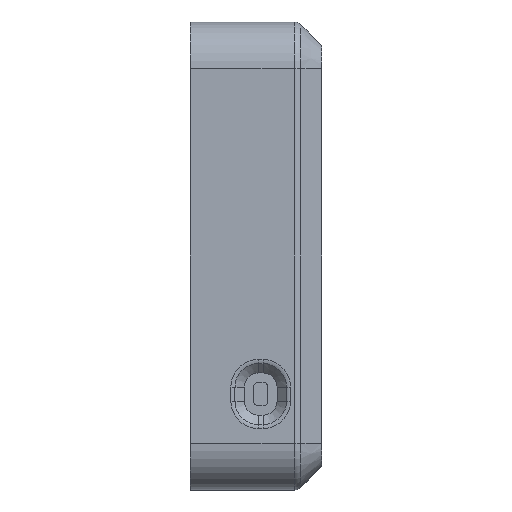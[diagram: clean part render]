
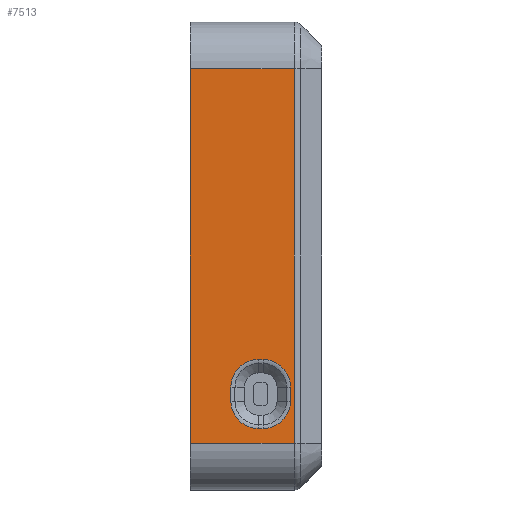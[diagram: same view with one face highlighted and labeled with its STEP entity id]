
A CAD part, left-side view. The second image highlights one B-rep face of the part: STEP entity #7513.
In plain terms, the highlighted planar face has unit normal (-1, 0, 0).
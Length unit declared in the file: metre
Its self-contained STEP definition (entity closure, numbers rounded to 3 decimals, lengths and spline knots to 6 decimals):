
#296=CIRCLE('',#7760,0.005872);
#298=CIRCLE('',#7763,0.005872);
#304=CIRCLE('',#7772,0.005872);
#306=CIRCLE('',#7775,0.005872);
#2208=ORIENTED_EDGE('',*,*,#3790,.F.);
#2209=ORIENTED_EDGE('',*,*,#3556,.T.);
#2210=ORIENTED_EDGE('',*,*,#3791,.T.);
#2211=ORIENTED_EDGE('',*,*,#3680,.F.);
#2212=ORIENTED_EDGE('',*,*,#3160,.T.);
#2213=ORIENTED_EDGE('',*,*,#3155,.T.);
#2214=ORIENTED_EDGE('',*,*,#3162,.T.);
#2215=ORIENTED_EDGE('',*,*,#3168,.T.);
#2216=ORIENTED_EDGE('',*,*,#3174,.T.);
#2217=ORIENTED_EDGE('',*,*,#3176,.T.);
#2218=ORIENTED_EDGE('',*,*,#3172,.T.);
#2219=ORIENTED_EDGE('',*,*,#3166,.T.);
#3155=EDGE_CURVE('',#4195,#4194,#4861,.T.);
#3160=EDGE_CURVE('',#4197,#4195,#296,.T.);
#3162=EDGE_CURVE('',#4194,#4200,#298,.T.);
#3166=EDGE_CURVE('',#4201,#4197,#4864,.T.);
#3168=EDGE_CURVE('',#4200,#4204,#4865,.T.);
#3172=EDGE_CURVE('',#4205,#4201,#304,.T.);
#3174=EDGE_CURVE('',#4204,#4208,#306,.T.);
#3176=EDGE_CURVE('',#4208,#4205,#4867,.T.);
#3556=EDGE_CURVE('',#4453,#4449,#5071,.T.);
#3680=EDGE_CURVE('',#4552,#4545,#5148,.T.);
#3790=EDGE_CURVE('',#4453,#4552,#5221,.T.);
#3791=EDGE_CURVE('',#4449,#4545,#5222,.T.);
#4194=VERTEX_POINT('',#12056);
#4195=VERTEX_POINT('',#12058);
#4197=VERTEX_POINT('',#12064);
#4200=VERTEX_POINT('',#12071);
#4201=VERTEX_POINT('',#12076);
#4204=VERTEX_POINT('',#12083);
#4205=VERTEX_POINT('',#12088);
#4208=VERTEX_POINT('',#12095);
#4449=VERTEX_POINT('',#13837);
#4453=VERTEX_POINT('',#13849);
#4545=VERTEX_POINT('',#14293);
#4552=VERTEX_POINT('',#14306);
#4861=LINE('',#12057,#5493);
#4864=LINE('',#12079,#5496);
#4865=LINE('',#12084,#5497);
#4867=LINE('',#12099,#5499);
#5071=LINE('',#13852,#5703);
#5148=LINE('',#14307,#5780);
#5221=LINE('',#14576,#5853);
#5222=LINE('',#14578,#5854);
#5493=VECTOR('',#8684,1.);
#5496=VECTOR('',#8709,1.);
#5497=VECTOR('',#8714,1.);
#5499=VECTOR('',#8734,1.);
#5703=VECTOR('',#9448,1.);
#5780=VECTOR('',#9661,1.);
#5853=VECTOR('',#9906,1.);
#5854=VECTOR('',#9909,1.);
#6304=EDGE_LOOP('',(#2208,#2209,#2210,#2211));
#6305=EDGE_LOOP('',(#2212,#2213,#2214,#2215,#2216,#2217,#2218,#2219));
#6819=FACE_BOUND('',#6304,.T.);
#6820=FACE_BOUND('',#6305,.T.);
#7164=PLANE('',#8187);
#7513=ADVANCED_FACE('',(#6819,#6820),#7164,.F.);
#7760=AXIS2_PLACEMENT_3D('',#12067,#8694,#8695);
#7763=AXIS2_PLACEMENT_3D('',#12072,#8700,#8701);
#7772=AXIS2_PLACEMENT_3D('',#12091,#8722,#8723);
#7775=AXIS2_PLACEMENT_3D('',#12096,#8728,#8729);
#8187=AXIS2_PLACEMENT_3D('',#14577,#9907,#9908);
#8684=DIRECTION('',(0.,0.,1.));
#8694=DIRECTION('',(1.,0.,0.));
#8695=DIRECTION('',(0.,0.,1.));
#8700=DIRECTION('',(1.,0.,0.));
#8701=DIRECTION('',(0.,0.,1.));
#8709=DIRECTION('',(0.,1.,0.));
#8714=DIRECTION('',(0.,-1.,0.));
#8722=DIRECTION('',(1.,0.,0.));
#8723=DIRECTION('',(0.,0.,1.));
#8728=DIRECTION('',(1.,0.,0.));
#8729=DIRECTION('',(0.,0.,1.));
#8734=DIRECTION('',(0.,0.,-1.));
#9448=DIRECTION('',(0.,0.,1.));
#9661=DIRECTION('',(0.,0.,1.));
#9906=DIRECTION('',(0.,1.,0.));
#9907=DIRECTION('',(1.,0.,0.));
#9908=DIRECTION('',(0.,0.,1.));
#9909=DIRECTION('',(0.,1.,0.));
#12056=CARTESIAN_POINT('',(-0.0245,0.023372,-0.0279));
#12057=CARTESIAN_POINT('',(-0.0245,0.023372,0.0401));
#12058=CARTESIAN_POINT('',(-0.0245,0.023372,-0.0309));
#12064=CARTESIAN_POINT('',(-0.0245,0.0175,-0.036772));
#12067=CARTESIAN_POINT('',(-0.0245,0.0175,-0.0309));
#12071=CARTESIAN_POINT('',(-0.0245,0.0175,-0.022028));
#12072=CARTESIAN_POINT('',(-0.0245,0.0175,-0.0279));
#12076=CARTESIAN_POINT('',(-0.0245,0.0165,-0.036772));
#12079=CARTESIAN_POINT('',(-0.0245,0.004,-0.036772));
#12083=CARTESIAN_POINT('',(-0.0245,0.0165,-0.022028));
#12084=CARTESIAN_POINT('',(-0.0245,0.004,-0.022028));
#12088=CARTESIAN_POINT('',(-0.0245,0.010628,-0.0309));
#12091=CARTESIAN_POINT('',(-0.0245,0.0165,-0.0309));
#12095=CARTESIAN_POINT('',(-0.0245,0.010628,-0.0279));
#12096=CARTESIAN_POINT('',(-0.0245,0.0165,-0.0279));
#12099=CARTESIAN_POINT('',(-0.0245,0.010628,0.0401));
#13837=CARTESIAN_POINT('',(-0.0245,0.009828,0.0401));
#13849=CARTESIAN_POINT('',(-0.0245,0.009828,-0.0399));
#13852=CARTESIAN_POINT('',(-0.0245,0.009828,0.0401));
#14293=CARTESIAN_POINT('',(-0.0245,0.032,0.0401));
#14306=CARTESIAN_POINT('',(-0.0245,0.032,-0.0399));
#14307=CARTESIAN_POINT('',(-0.0245,0.032,-0.0399));
#14576=CARTESIAN_POINT('',(-0.0245,0.004,-0.0399));
#14577=CARTESIAN_POINT('',(-0.0245,0.004,0.0401));
#14578=CARTESIAN_POINT('',(-0.0245,0.004,0.0401));
